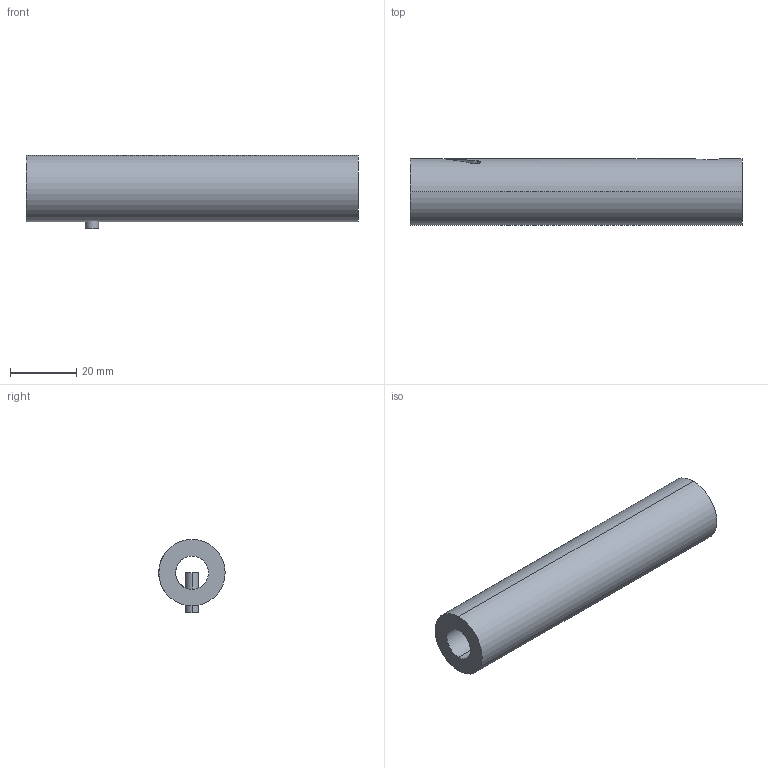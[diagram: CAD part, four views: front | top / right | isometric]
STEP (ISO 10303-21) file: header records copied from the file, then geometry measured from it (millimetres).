
FILE_DESCRIPTION (( 'STEP AP214' ), '1' );
FILE_NAME ('bcg learning.STEP', '2023-05-12T11:39:55', ( '' ), ( '' ), 'SwSTEP 2.0', 'SolidWorks 2022', '' );
FILE_SCHEMA (( 'AUTOMOTIVE_DESIGN' ));
Length unit declared in the file: millimetre
Products named in the file (1): bcg learning
Bounding box: 100 x 20 x 22 mm (x, y, z)
Volume: 23160.6 mm3; surface area: 10219.6 mm2
Topology: 2 solids, 2 shells, 24 faces, 65 edges, 45 vertices
Faces by surface type: cylinder 12, plane 8, bspline 4
Entity records: 2522 total; most frequent: CARTESIAN_POINT 1915, ORIENTED_EDGE 130, DIRECTION 88, EDGE_CURVE 65, VERTEX_POINT 45, AXIS2_PLACEMENT_3D 33, B_SPLINE_CURVE_WITH_KNOTS 31, EDGE_LOOP 30
